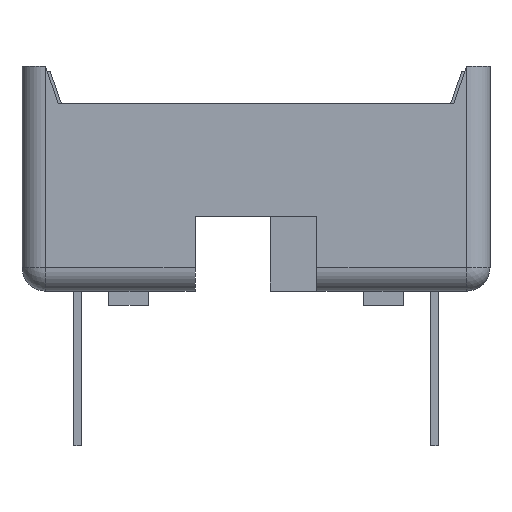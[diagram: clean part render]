
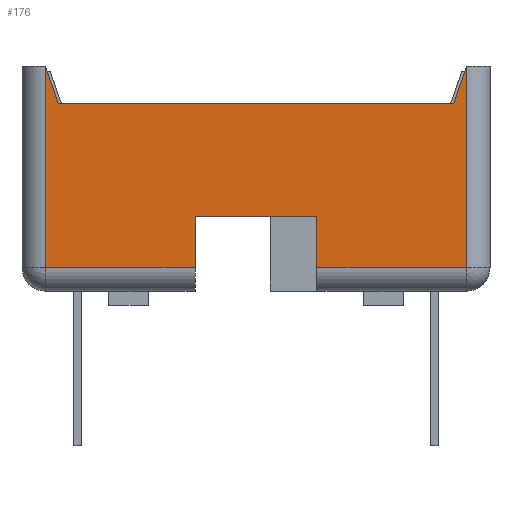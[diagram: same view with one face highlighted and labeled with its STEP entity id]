
A CAD part, left-side view. The second image highlights one B-rep face of the part: STEP entity #176.
In plain terms, the highlighted planar face has unit normal (-1, 0, 0).
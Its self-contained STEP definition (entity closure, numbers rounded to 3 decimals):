
#176=ADVANCED_FACE('',(#916),#917,.T.);
#916=FACE_OUTER_BOUND('',#2191,.T.);
#917=PLANE('',#2192);
#2191=EDGE_LOOP('',(#4235,#4236,#4237,#4238,#4239,#4240,#4241,#4242,#4243,#4244));
#2192=AXIS2_PLACEMENT_3D('',#4245,#4246,#4247);
#4235=ORIENTED_EDGE('',*,*,#9136,.T.);
#4236=ORIENTED_EDGE('',*,*,#9083,.T.);
#4237=ORIENTED_EDGE('',*,*,#9006,.T.);
#4238=ORIENTED_EDGE('',*,*,#9137,.T.);
#4239=ORIENTED_EDGE('',*,*,#8930,.T.);
#4240=ORIENTED_EDGE('',*,*,#8927,.T.);
#4241=ORIENTED_EDGE('',*,*,#9132,.T.);
#4242=ORIENTED_EDGE('',*,*,#8801,.T.);
#4243=ORIENTED_EDGE('',*,*,#8795,.T.);
#4244=ORIENTED_EDGE('',*,*,#9138,.T.);
#4245=CARTESIAN_POINT('',(-11.43,0.0,0.0));
#4246=DIRECTION('',(-1.0,0.0,0.0));
#4247=DIRECTION('',(0.0,0.0,1.0));
#8795=EDGE_CURVE('',#10742,#10733,#10743,.T.);
#8801=EDGE_CURVE('',#10753,#10742,#10754,.T.);
#8927=EDGE_CURVE('',#10985,#10983,#10986,.T.);
#8930=EDGE_CURVE('',#10989,#10985,#10990,.T.);
#9006=EDGE_CURVE('',#11123,#11004,#11126,.T.);
#9083=EDGE_CURVE('',#11259,#11123,#11260,.T.);
#9132=EDGE_CURVE('',#10983,#10753,#11350,.T.);
#9136=EDGE_CURVE('',#10720,#11259,#11354,.T.);
#9137=EDGE_CURVE('',#11004,#10989,#11355,.T.);
#9138=EDGE_CURVE('',#10733,#10720,#11356,.T.);
#10720=VERTEX_POINT('',#13706);
#10733=VERTEX_POINT('',#13724);
#10742=VERTEX_POINT('',#13736);
#10743=LINE('',#13737,#13738);
#10753=VERTEX_POINT('',#13752);
#10754=LINE('',#13753,#13754);
#10983=VERTEX_POINT('',#14104);
#10985=VERTEX_POINT('',#14107);
#10986=LINE('',#14108,#14109);
#10989=VERTEX_POINT('',#14113);
#10990=LINE('',#14114,#14115);
#11004=VERTEX_POINT('',#14132);
#11123=VERTEX_POINT('',#14314);
#11126=LINE('',#14319,#14320);
#11259=VERTEX_POINT('',#14525);
#11260=LINE('',#14526,#14527);
#11350=LINE('',#14663,#14664);
#11354=LINE('',#14671,#14672);
#11355=LINE('',#14673,#14674);
#11356=LINE('',#14675,#14676);
#13706=CARTESIAN_POINT('',(-11.43,-4.5,0.0));
#13724=CARTESIAN_POINT('',(-11.43,-4.5,-4.3));
#13736=CARTESIAN_POINT('',(-11.43,-1.3,-4.3));
#13737=CARTESIAN_POINT('',(-11.43,-1.3,-4.3));
#13738=VECTOR('',#17993,3.2);
#13752=CARTESIAN_POINT('',(-11.43,-1.3,-3.2));
#13753=CARTESIAN_POINT('',(-11.43,-1.3,-3.2));
#13754=VECTOR('',#18001,1.1);
#14104=CARTESIAN_POINT('',(-11.43,1.3,-3.2));
#14107=CARTESIAN_POINT('',(-11.43,1.3,-4.3));
#14108=CARTESIAN_POINT('',(-11.43,1.3,-4.3));
#14109=VECTOR('',#18133,1.1);
#14113=CARTESIAN_POINT('',(-11.43,4.5,-4.3));
#14114=CARTESIAN_POINT('',(-11.43,4.5,-4.3));
#14115=VECTOR('',#18138,3.2);
#14132=CARTESIAN_POINT('',(-11.43,4.5,0.0));
#14314=CARTESIAN_POINT('',(-11.43,4.225,-0.8));
#14319=CARTESIAN_POINT('',(-11.43,4.225,-0.8));
#14320=VECTOR('',#18228,0.846);
#14525=CARTESIAN_POINT('',(-11.43,-4.225,-0.8));
#14526=CARTESIAN_POINT('',(-11.43,-4.225,-0.8));
#14527=VECTOR('',#18313,8.45);
#14663=CARTESIAN_POINT('',(-11.43,1.3,-3.2));
#14664=VECTOR('',#18366,2.6);
#14671=CARTESIAN_POINT('',(-11.43,-4.5,0.0));
#14672=VECTOR('',#18370,0.846);
#14673=CARTESIAN_POINT('',(-11.43,4.5,0.0));
#14674=VECTOR('',#18371,4.3);
#14675=CARTESIAN_POINT('',(-11.43,-4.5,-4.3));
#14676=VECTOR('',#18372,4.3);
#17993=DIRECTION('',(0.0,-1.0,0.0));
#18001=DIRECTION('',(0.0,0.0,-1.0));
#18133=DIRECTION('',(0.0,0.0,1.0));
#18138=DIRECTION('',(0.0,-1.0,0.0));
#18228=DIRECTION('',(0.0,0.325,0.946));
#18313=DIRECTION('',(0.0,1.0,0.0));
#18366=DIRECTION('',(0.0,-1.0,0.0));
#18370=DIRECTION('',(0.0,0.325,-0.946));
#18371=DIRECTION('',(0.0,0.0,-1.0));
#18372=DIRECTION('',(0.0,0.0,1.0));
